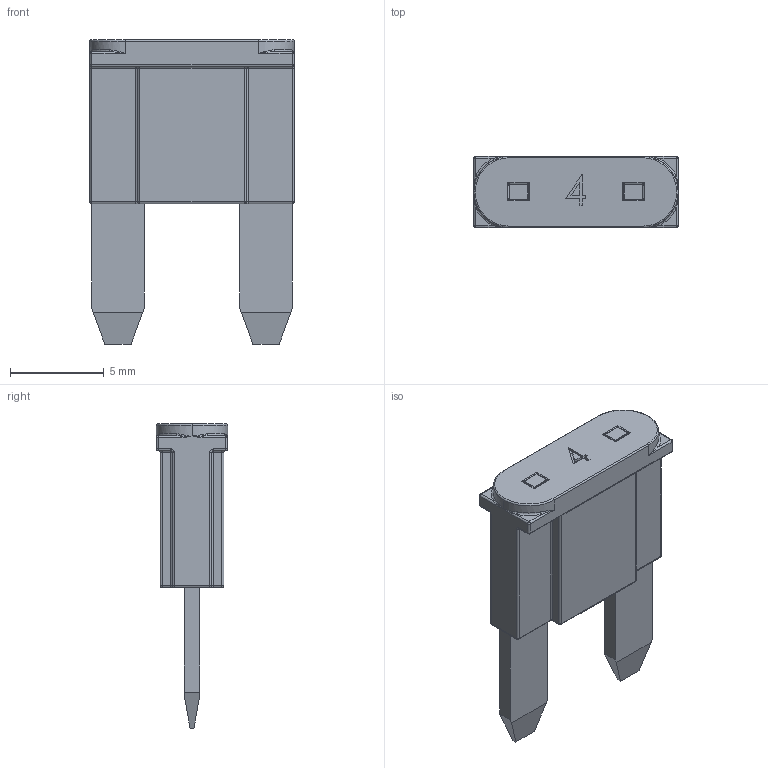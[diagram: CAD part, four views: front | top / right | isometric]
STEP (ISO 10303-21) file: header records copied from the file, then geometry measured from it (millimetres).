
FILE_DESCRIPTION (( 'STEP AP214' ), '1' );
FILE_NAME ('MINI Blade Type.STEP', '2021-08-19T14:45:10', ( '' ), ( '' ), 'SwSTEP 2.0', 'SolidWorks 2019', '' );
FILE_SCHEMA (( 'AUTOMOTIVE_DESIGN' ));
Length unit declared in the file: inch
Products named in the file (1): MINI Blade Type
Bounding box: 10.9 x 3.8 x 16.24 mm (x, y, z)
Volume: 229.6 mm3; surface area: 787.3 mm2
Topology: 2 solids, 2 shells, 257 faces, 664 edges, 377 vertices
Faces by surface type: cylinder 97, plane 90, bspline 67, torus 3
Entity records: 8731 total; most frequent: CARTESIAN_POINT 2975, ORIENTED_EDGE 1258, DIRECTION 1096, EDGE_CURVE 629, VERTEX_POINT 377, AXIS2_PLACEMENT_3D 376, VECTOR 344, LINE 344
